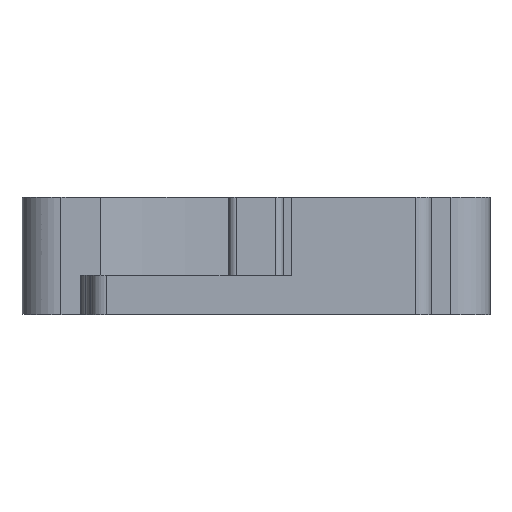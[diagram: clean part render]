
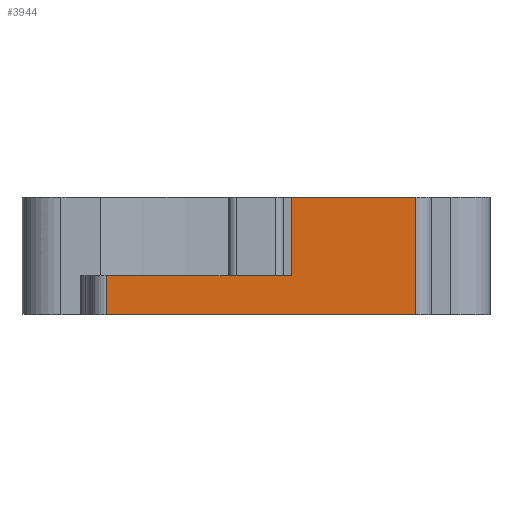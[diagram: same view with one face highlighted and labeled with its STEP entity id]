
A CAD part, front view. The second image highlights one B-rep face of the part: STEP entity #3944.
In plain terms, the highlighted planar face has unit normal (0, -1, 0).
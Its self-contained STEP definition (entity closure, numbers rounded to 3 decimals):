
#599 = VERTEX_POINT ( 'NONE', #5181 ) ;
#658 = CARTESIAN_POINT ( 'NONE',  ( 22.5, -22.5, 0. ) ) ;
#957 = EDGE_CURVE ( 'NONE', #1838, #599, #2349, .T. ) ;
#977 = EDGE_LOOP ( 'NONE', ( #4264, #994, #3717, #4222, #1359, #5361 ) ) ;
#994 = ORIENTED_EDGE ( 'NONE', *, *, #2347, .T. ) ;
#1051 = DIRECTION ( 'NONE',  ( 0., 1., 0. ) ) ;
#1079 = LINE ( 'NONE', #5233, #3048 ) ;
#1121 = AXIS2_PLACEMENT_3D ( 'NONE', #1456, #1051, #2298 ) ;
#1359 = ORIENTED_EDGE ( 'NONE', *, *, #1731, .F. ) ;
#1456 = CARTESIAN_POINT ( 'NONE',  ( 22.5, -22.5, 20. ) ) ;
#1562 = CARTESIAN_POINT ( 'NONE',  ( 4.53, -22.5, 20. ) ) ;
#1566 = DIRECTION ( 'NONE',  ( 0., 0., -1. ) ) ;
#1731 = EDGE_CURVE ( 'NONE', #1838, #4166, #1079, .T. ) ;
#1739 = VECTOR ( 'NONE', #2646, 1000. ) ;
#1838 = VERTEX_POINT ( 'NONE', #3134 ) ;
#2040 = VERTEX_POINT ( 'NONE', #3059 ) ;
#2298 = DIRECTION ( 'NONE',  ( 0., 0., 1. ) ) ;
#2324 = EDGE_CURVE ( 'NONE', #4896, #2040, #5063, .T. ) ;
#2347 = EDGE_CURVE ( 'NONE', #4565, #4896, #4079, .T. ) ;
#2349 = LINE ( 'NONE', #1562, #5364 ) ;
#2369 = CARTESIAN_POINT ( 'NONE',  ( -19.17, -22.5, 0. ) ) ;
#2499 = VECTOR ( 'NONE', #4555, 1000. ) ;
#2646 = DIRECTION ( 'NONE',  ( 1., 0., 0. ) ) ;
#2709 = LINE ( 'NONE', #3938, #5274 ) ;
#2891 = EDGE_CURVE ( 'NONE', #2040, #4166, #4206, .T. ) ;
#2997 = CARTESIAN_POINT ( 'NONE',  ( 20.5, -22.5, 15. ) ) ;
#3048 = VECTOR ( 'NONE', #3568, 1000. ) ;
#3059 = CARTESIAN_POINT ( 'NONE',  ( 20.5, -22.5, 0. ) ) ;
#3134 = CARTESIAN_POINT ( 'NONE',  ( 4.53, -22.5, 15. ) ) ;
#3182 = PLANE ( 'NONE',  #1121 ) ;
#3568 = DIRECTION ( 'NONE',  ( 1., 0., 0. ) ) ;
#3717 = ORIENTED_EDGE ( 'NONE', *, *, #2324, .T. ) ;
#3719 = CARTESIAN_POINT ( 'NONE',  ( -19.17, -22.5, 20. ) ) ;
#3776 = CARTESIAN_POINT ( 'NONE',  ( -19.17, -22.5, 5. ) ) ;
#3938 = CARTESIAN_POINT ( 'NONE',  ( 22.5, -22.5, 5. ) ) ;
#3944 = ADVANCED_FACE ( 'NONE', ( #4782 ), #3182, .F. ) ;
#4017 = DIRECTION ( 'NONE',  ( 0., 0., -1. ) ) ;
#4079 = LINE ( 'NONE', #3719, #4784 ) ;
#4166 = VERTEX_POINT ( 'NONE', #2997 ) ;
#4206 = LINE ( 'NONE', #4580, #2499 ) ;
#4222 = ORIENTED_EDGE ( 'NONE', *, *, #2891, .T. ) ;
#4264 = ORIENTED_EDGE ( 'NONE', *, *, #4820, .F. ) ;
#4555 = DIRECTION ( 'NONE',  ( 0., 0., 1. ) ) ;
#4565 = VERTEX_POINT ( 'NONE', #3776 ) ;
#4580 = CARTESIAN_POINT ( 'NONE',  ( 20.5, -22.5, 20. ) ) ;
#4698 = DIRECTION ( 'NONE',  ( 1., 0., 0. ) ) ;
#4782 = FACE_OUTER_BOUND ( 'NONE', #977, .T. ) ;
#4784 = VECTOR ( 'NONE', #1566, 1000. ) ;
#4820 = EDGE_CURVE ( 'NONE', #4565, #599, #2709, .T. ) ;
#4896 = VERTEX_POINT ( 'NONE', #2369 ) ;
#5063 = LINE ( 'NONE', #658, #1739 ) ;
#5181 = CARTESIAN_POINT ( 'NONE',  ( 4.53, -22.5, 5. ) ) ;
#5233 = CARTESIAN_POINT ( 'NONE',  ( 22.5, -22.5, 15. ) ) ;
#5274 = VECTOR ( 'NONE', #4698, 1000. ) ;
#5361 = ORIENTED_EDGE ( 'NONE', *, *, #957, .T. ) ;
#5364 = VECTOR ( 'NONE', #4017, 1000. ) ;
